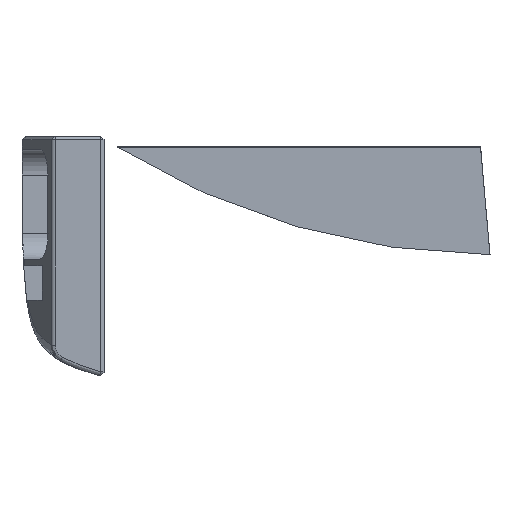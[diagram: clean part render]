
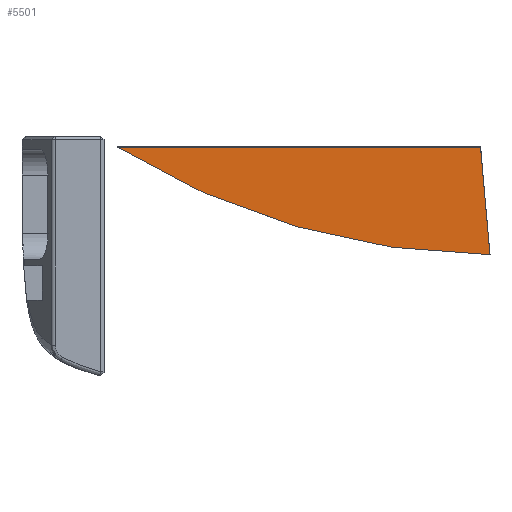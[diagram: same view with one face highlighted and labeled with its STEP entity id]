
A CAD part, left-side view. The second image highlights one B-rep face of the part: STEP entity #5501.
In plain terms, the highlighted face is planar.
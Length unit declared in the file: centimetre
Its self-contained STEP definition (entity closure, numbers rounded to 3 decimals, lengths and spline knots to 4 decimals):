
#90 = VECTOR ( 'NONE', #5103, 100. ) ;
#296 = CARTESIAN_POINT ( 'NONE',  ( 50.5258, -135.2241, 132.8571 ) ) ;
#574 = EDGE_CURVE ( 'NONE', #1951, #4847, #2248, .T. ) ;
#593 = AXIS2_PLACEMENT_3D ( 'NONE', #3508, #1158, #2592 ) ;
#929 = EDGE_LOOP ( 'NONE', ( #1475, #2173, #3845 ) ) ;
#1158 = DIRECTION ( 'NONE',  ( 1., 0., 0. ) ) ;
#1234 = DIRECTION ( 'NONE',  ( 1., 0., 0. ) ) ;
#1391 = CARTESIAN_POINT ( 'NONE',  ( 50.5258, -135.8617, 27.865 ) ) ;
#1475 = ORIENTED_EDGE ( 'NONE', *, *, #3938, .F. ) ;
#1491 = VECTOR ( 'NONE', #2059, 100. ) ;
#1789 = LINE ( 'NONE', #3586, #90 ) ;
#1851 = CARTESIAN_POINT ( 'NONE',  ( 50.5258, -137.2466, 43.6942 ) ) ;
#1856 = AXIS2_PLACEMENT_3D ( 'NONE', #296, #1234, #2597 ) ;
#1951 = VERTEX_POINT ( 'NONE', #4561 ) ;
#1967 = LINE ( 'NONE', #2522, #1491 ) ;
#2059 = DIRECTION ( 'NONE',  ( 0., 1., 0. ) ) ;
#2173 = ORIENTED_EDGE ( 'NONE', *, *, #5316, .F. ) ;
#2248 = CIRCLE ( 'NONE', #1856, 104.994 ) ;
#2522 = CARTESIAN_POINT ( 'NONE',  ( 50.5258, -163.9559, 43.6942 ) ) ;
#2592 = DIRECTION ( 'NONE',  ( 0., 1., 0. ) ) ;
#2597 = DIRECTION ( 'NONE',  ( 0., 0., -1. ) ) ;
#3508 = CARTESIAN_POINT ( 'NONE',  ( 50.5258, -159.3061, 19.6607 ) ) ;
#3579 = PLANE ( 'NONE',  #593 ) ;
#3586 = CARTESIAN_POINT ( 'NONE',  ( 50.5258, -136.5541, 35.7796 ) ) ;
#3845 = ORIENTED_EDGE ( 'NONE', *, *, #574, .T. ) ;
#3938 = EDGE_CURVE ( 'NONE', #5990, #4847, #1789, .T. ) ;
#3982 = FACE_OUTER_BOUND ( 'NONE', #929, .T. ) ;
#4561 = CARTESIAN_POINT ( 'NONE',  ( 50.5258, -190.6653, 43.6942 ) ) ;
#4847 = VERTEX_POINT ( 'NONE', #1391 ) ;
#5103 = DIRECTION ( 'NONE',  ( 0., 0.087, -0.996 ) ) ;
#5316 = EDGE_CURVE ( 'NONE', #1951, #5990, #1967, .T. ) ;
#5501 = ADVANCED_FACE ( 'NONE', ( #3982 ), #3579, .T. ) ;
#5990 = VERTEX_POINT ( 'NONE', #1851 ) ;
